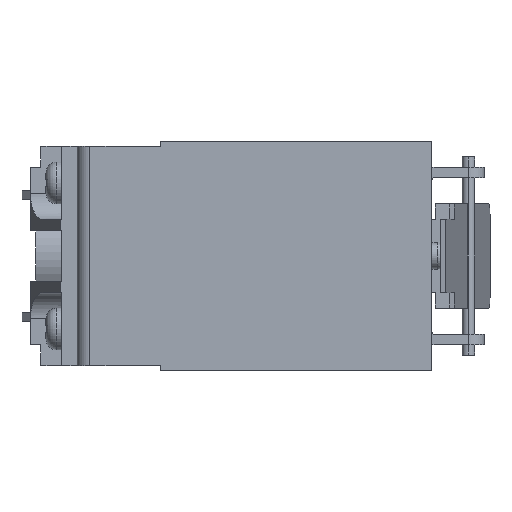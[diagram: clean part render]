
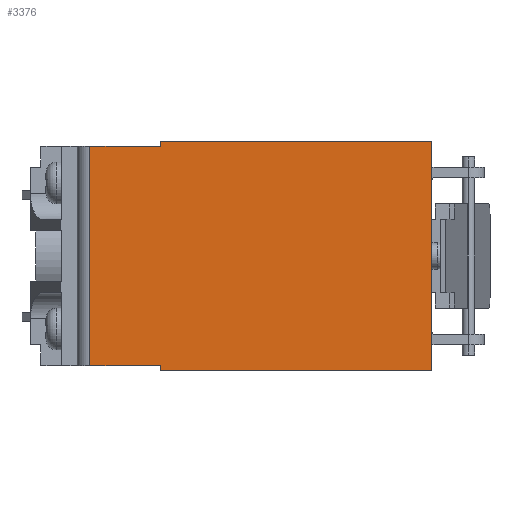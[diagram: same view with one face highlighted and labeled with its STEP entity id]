
A CAD part, left-side view. The second image highlights one B-rep face of the part: STEP entity #3376.
In plain terms, the highlighted planar face has unit normal (-1, 0, 0).
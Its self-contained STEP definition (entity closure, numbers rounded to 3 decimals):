
#1 = AXIS2_PLACEMENT_3D ( 'NONE', #3995, #4005, #4006 ) ;
#85 = LINE ( 'NONE', #1634, #86 ) ;
#86 = VECTOR ( 'NONE', #1635, 1000. ) ;
#94 = LINE ( 'NONE', #1644, #95 ) ;
#95 = VECTOR ( 'NONE', #1645, 1000. ) ;
#102 = LINE ( 'NONE', #1652, #103 ) ;
#103 = VECTOR ( 'NONE', #1653, 1000. ) ;
#104 = LINE ( 'NONE', #1654, #105 ) ;
#105 = VECTOR ( 'NONE', #1655, 1000. ) ;
#108 = LINE ( 'NONE', #1658, #109 ) ;
#109 = VECTOR ( 'NONE', #1659, 1000. ) ;
#112 = LINE ( 'NONE', #1662, #113 ) ;
#113 = VECTOR ( 'NONE', #1663, 1000. ) ;
#405 = LINE ( 'NONE', #2152, #406 ) ;
#406 = VECTOR ( 'NONE', #2153, 1000. ) ;
#470 = LINE ( 'NONE', #2224, #471 ) ;
#471 = VECTOR ( 'NONE', #2225, 1000. ) ;
#1324 = CARTESIAN_POINT ( 'NONE',  ( 0., 32.8, 0.5 ) ) ;
#1325 = CARTESIAN_POINT ( 'NONE',  ( 0., 26., 0.5 ) ) ;
#1326 = CARTESIAN_POINT ( 'NONE',  ( 0., 26., 0. ) ) ;
#1327 = CARTESIAN_POINT ( 'NONE',  ( 0., 26., 22. ) ) ;
#1448 = CARTESIAN_POINT ( 'NONE',  ( 0., 0., 22. ) ) ;
#1449 = CARTESIAN_POINT ( 'NONE',  ( 0., 0., 0. ) ) ;
#1481 = CARTESIAN_POINT ( 'NONE',  ( 0., 32.8, 21.5 ) ) ;
#1482 = CARTESIAN_POINT ( 'NONE',  ( 0., 26., 21.5 ) ) ;
#1634 = CARTESIAN_POINT ( 'NONE',  ( 0., 0., 0. ) ) ;
#1635 = DIRECTION ( 'NONE',  ( 0., -1., 0. ) ) ;
#1644 = CARTESIAN_POINT ( 'NONE',  ( 0., 32.8, 22. ) ) ;
#1645 = DIRECTION ( 'NONE',  ( 0., 0., -1. ) ) ;
#1652 = CARTESIAN_POINT ( 'NONE',  ( 0., 0., 0.5 ) ) ;
#1653 = DIRECTION ( 'NONE',  ( 0., -1., 0. ) ) ;
#1654 = CARTESIAN_POINT ( 'NONE',  ( 0., 26., 22. ) ) ;
#1655 = DIRECTION ( 'NONE',  ( 0., 0., -1. ) ) ;
#1658 = CARTESIAN_POINT ( 'NONE',  ( 0., 0., 22. ) ) ;
#1659 = DIRECTION ( 'NONE',  ( 0., -1., 0. ) ) ;
#1662 = CARTESIAN_POINT ( 'NONE',  ( 0., 26., 22. ) ) ;
#1663 = DIRECTION ( 'NONE',  ( 0., 0., -1. ) ) ;
#2152 = CARTESIAN_POINT ( 'NONE',  ( 0., 0., 22. ) ) ;
#2153 = DIRECTION ( 'NONE',  ( 0., 0., -1. ) ) ;
#2224 = CARTESIAN_POINT ( 'NONE',  ( 0., 0., 21.5 ) ) ;
#2225 = DIRECTION ( 'NONE',  ( 0., 1., 0. ) ) ;
#3376 = ADVANCED_FACE ( 'NONE', ( #5959 ), #4000, .F. ) ;
#3487 = VERTEX_POINT ( 'NONE', #1324 ) ;
#3488 = VERTEX_POINT ( 'NONE', #1325 ) ;
#3489 = VERTEX_POINT ( 'NONE', #1326 ) ;
#3490 = VERTEX_POINT ( 'NONE', #1327 ) ;
#3611 = VERTEX_POINT ( 'NONE', #1448 ) ;
#3612 = VERTEX_POINT ( 'NONE', #1449 ) ;
#3644 = VERTEX_POINT ( 'NONE', #1481 ) ;
#3645 = VERTEX_POINT ( 'NONE', #1482 ) ;
#3995 = CARTESIAN_POINT ( 'NONE',  ( 0., 0., 22. ) ) ;
#4000 = PLANE ( 'NONE',  #1 ) ;
#4005 = DIRECTION ( 'NONE',  ( 1., 0., 0. ) ) ;
#4006 = DIRECTION ( 'NONE',  ( 0., 0., -1. ) ) ;
#4181 = EDGE_CURVE ( 'NONE', #3489, #3612, #85, .T. ) ;
#4186 = EDGE_CURVE ( 'NONE', #3644, #3487, #94, .T. ) ;
#4190 = EDGE_CURVE ( 'NONE', #3487, #3488, #102, .T. ) ;
#4191 = EDGE_CURVE ( 'NONE', #3488, #3489, #104, .T. ) ;
#4193 = EDGE_CURVE ( 'NONE', #3490, #3611, #108, .T. ) ;
#4195 = EDGE_CURVE ( 'NONE', #3490, #3645, #112, .T. ) ;
#4429 = EDGE_LOOP ( 'NONE', ( #4992, #4993, #4994, #4995, #4996, #4997, #4998, #4999 ) ) ;
#4992 = ORIENTED_EDGE ( 'NONE', *, *, #5091, .T. ) ;
#4993 = ORIENTED_EDGE ( 'NONE', *, *, #4186, .T. ) ;
#4994 = ORIENTED_EDGE ( 'NONE', *, *, #4190, .T. ) ;
#4995 = ORIENTED_EDGE ( 'NONE', *, *, #4191, .T. ) ;
#4996 = ORIENTED_EDGE ( 'NONE', *, *, #4181, .T. ) ;
#4997 = ORIENTED_EDGE ( 'NONE', *, *, #5057, .F. ) ;
#4998 = ORIENTED_EDGE ( 'NONE', *, *, #4193, .F. ) ;
#4999 = ORIENTED_EDGE ( 'NONE', *, *, #4195, .T. ) ;
#5057 = EDGE_CURVE ( 'NONE', #3611, #3612, #405, .T. ) ;
#5091 = EDGE_CURVE ( 'NONE', #3645, #3644, #470, .T. ) ;
#5959 = FACE_OUTER_BOUND ( 'NONE', #4429, .T. ) ;
